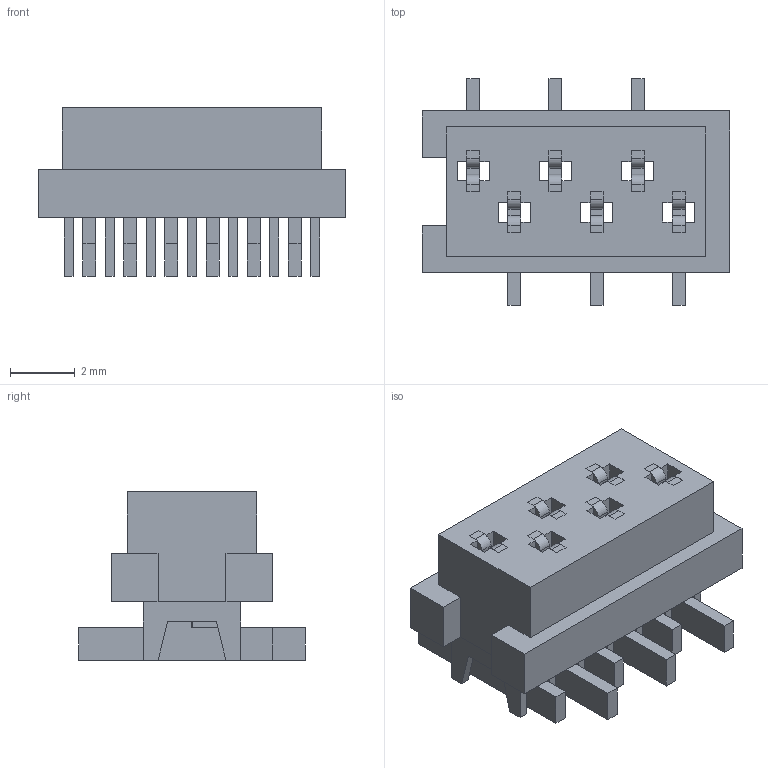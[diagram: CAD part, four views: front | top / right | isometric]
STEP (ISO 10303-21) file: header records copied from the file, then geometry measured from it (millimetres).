
FILE_DESCRIPTION( ( '' ), ' ' );
FILE_NAME( '5cc033827a1d12172263d464.step', '2019-04-24T09:59:31', ( '' ), ( '' ), ' ', ' ', ' ' );
FILE_SCHEMA( ( 'AUTOMOTIVE_DESIGN { 1 0 10303 214 1 1 1 1 }' ) );
Length unit declared in the file: metre
Products named in the file (2): Micro-Match-FOB-Contacts; Micro-Match-FOB-Insulator
Bounding box: 9.5 x 7 x 5.2 mm (x, y, z)
Volume: 142.6 mm3; surface area: 528.1 mm2
Topology: 2 solids, 2 shells, 251 faces, 756 edges, 504 vertices
Faces by surface type: plane 239, cylinder 12
Entity records: 10392 total; most frequent: CARTESIAN_POINT 1513, ORIENTED_EDGE 1512, DIRECTION 1286, EDGE_CURVE 756, LINE 732, VECTOR 732, VERTEX_POINT 504, AXIS2_PLACEMENT_3D 277
